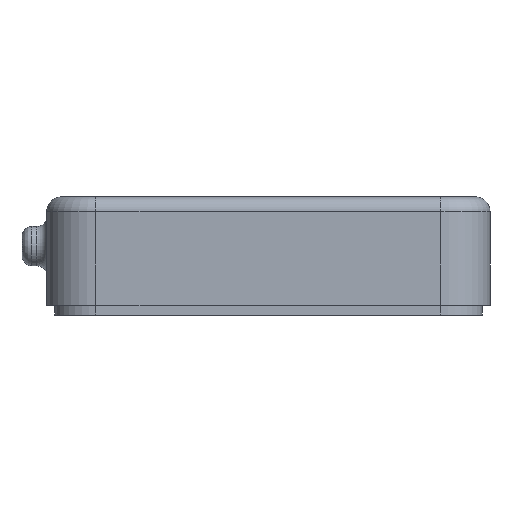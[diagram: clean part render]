
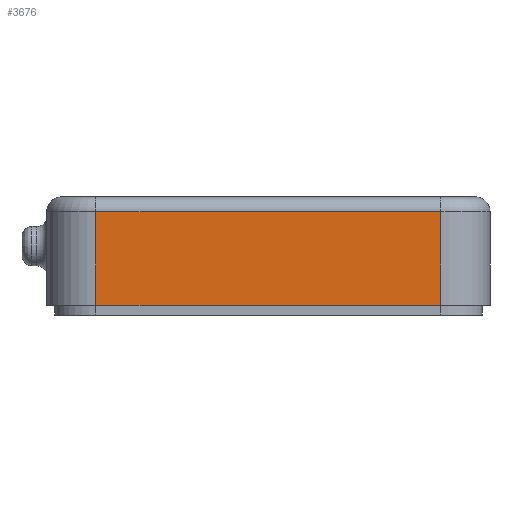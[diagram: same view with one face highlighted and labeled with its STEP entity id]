
A CAD part, front view. The second image highlights one B-rep face of the part: STEP entity #3676.
In plain terms, the highlighted planar face has unit normal (0, -1, 0).
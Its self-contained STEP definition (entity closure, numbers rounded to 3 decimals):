
#208=PLANE('',#4119);
#394=FACE_OUTER_BOUND('',#647,.T.);
#647=EDGE_LOOP('',(#3207,#3208,#3209,#3210));
#918=LINE('',#7839,#1170);
#926=LINE('',#7880,#1178);
#927=LINE('',#7884,#1179);
#928=LINE('',#7885,#1180);
#1170=VECTOR('',#5131,10.);
#1178=VECTOR('',#5175,10.);
#1179=VECTOR('',#5180,10.);
#1180=VECTOR('',#5181,10.);
#1757=VERTEX_POINT('',#7836);
#1758=VERTEX_POINT('',#7838);
#1773=VERTEX_POINT('',#7879);
#1774=VERTEX_POINT('',#7883);
#2248=EDGE_CURVE('',#1758,#1757,#918,.T.);
#2269=EDGE_CURVE('',#1758,#1773,#926,.T.);
#2271=EDGE_CURVE('',#1774,#1757,#927,.T.);
#2272=EDGE_CURVE('',#1773,#1774,#928,.T.);
#3207=ORIENTED_EDGE('',*,*,#2248,.T.);
#3208=ORIENTED_EDGE('',*,*,#2271,.F.);
#3209=ORIENTED_EDGE('',*,*,#2272,.F.);
#3210=ORIENTED_EDGE('',*,*,#2269,.F.);
#3676=ADVANCED_FACE('',(#394),#208,.T.);
#4119=AXIS2_PLACEMENT_3D('',#7882,#5178,#5179);
#5131=DIRECTION('',(1.,0.,0.));
#5175=DIRECTION('',(0.,0.,1.));
#5178=DIRECTION('center_axis',(0.,-1.,0.));
#5179=DIRECTION('ref_axis',(1.,0.,0.));
#5180=DIRECTION('',(0.,0.,-1.));
#5181=DIRECTION('',(1.,0.,0.));
#7836=CARTESIAN_POINT('',(11.86,88.853,-19.));
#7838=CARTESIAN_POINT('',(-58.14,88.853,-19.));
#7839=CARTESIAN_POINT('',(-40.64,88.853,-19.));
#7879=CARTESIAN_POINT('',(-58.14,88.853,0.));
#7880=CARTESIAN_POINT('',(-58.14,88.853,0.));
#7882=CARTESIAN_POINT('Origin',(-58.14,88.853,0.));
#7883=CARTESIAN_POINT('',(11.86,88.853,0.));
#7884=CARTESIAN_POINT('',(11.86,88.853,0.));
#7885=CARTESIAN_POINT('',(-40.64,88.853,0.));
